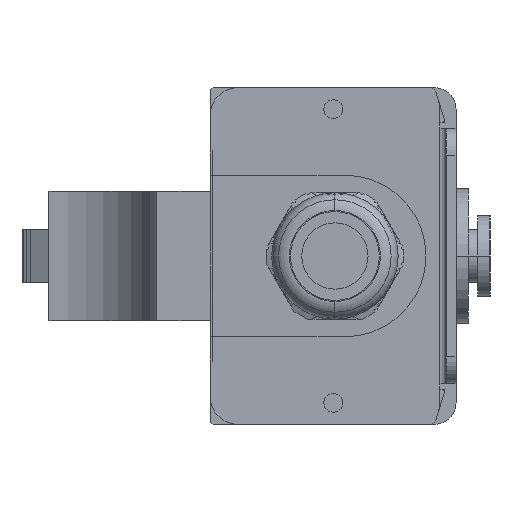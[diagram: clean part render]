
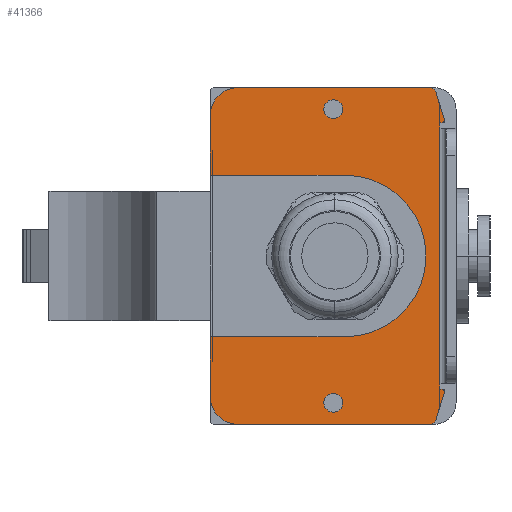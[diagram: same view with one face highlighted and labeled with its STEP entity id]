
A CAD part, left-side view. The second image highlights one B-rep face of the part: STEP entity #41366.
In plain terms, the highlighted face is planar.
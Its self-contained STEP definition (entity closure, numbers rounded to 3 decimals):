
#40527=CARTESIAN_POINT('',(4.739,1.8,-30.25));
#40528=DIRECTION('',(0.,1.,0.));
#40529=DIRECTION('',(0.,0.,-1.));
#40530=AXIS2_PLACEMENT_3D('',#40527,#40528,#40529);
#40537=DIRECTION('',(-0.294,0.,-0.956));
#40538=VECTOR('',#40537,5.656);
#40539=CARTESIAN_POINT('',(3.783,1.8,30.544));
#40540=LINE('',#40539,#40538);
#40541=DIRECTION('',(1.,0.,0.));
#40542=VECTOR('',#40541,0.594);
#40543=CARTESIAN_POINT('',(2.406,1.8,24.75));
#40544=LINE('',#40543,#40542);
#40545=DIRECTION('',(0.,0.,-1.));
#40546=VECTOR('',#40545,1.);
#40547=CARTESIAN_POINT('',(3.,1.8,24.75));
#40548=LINE('',#40547,#40546);
#40549=DIRECTION('',(0.,0.,-1.));
#40550=VECTOR('',#40549,1.);
#40551=CARTESIAN_POINT('',(3.,1.8,-23.75));
#40552=LINE('',#40551,#40550);
#40553=DIRECTION('',(-1.,0.,0.));
#40554=VECTOR('',#40553,0.594);
#40555=CARTESIAN_POINT('',(3.,1.8,-24.75));
#40556=LINE('',#40555,#40554);
#40557=DIRECTION('',(0.294,0.,-0.956));
#40558=VECTOR('',#40557,5.656);
#40559=CARTESIAN_POINT('',(2.119,1.8,-25.138));
#40560=LINE('',#40559,#40558);
#40561=DIRECTION('',(1.,0.,0.));
#40562=VECTOR('',#40561,35.861);
#40563=CARTESIAN_POINT('',(4.739,1.8,-31.25));
#40564=LINE('',#40563,#40562);
#40565=DIRECTION('',(0.,0.,1.));
#40566=VECTOR('',#40565,11.25);
#40567=CARTESIAN_POINT('',(45.6,1.8,-26.25));
#40568=LINE('',#40567,#40566);
#40569=DIRECTION('',(-1.,0.,0.));
#40570=VECTOR('',#40569,25.);
#40571=CARTESIAN_POINT('',(45.6,1.8,-15.));
#40572=LINE('',#40571,#40570);
#40573=CARTESIAN_POINT('',(20.6,1.8,0.));
#40574=DIRECTION('',(0.,1.,0.));
#40575=DIRECTION('',(0.,0.,-1.));
#40576=AXIS2_PLACEMENT_3D('',#40573,#40574,#40575);
#40578=DIRECTION('',(-1.,0.,0.));
#40579=VECTOR('',#40578,25.);
#40580=CARTESIAN_POINT('',(45.6,1.8,15.));
#40581=LINE('',#40580,#40579);
#40582=DIRECTION('',(0.,0.,1.));
#40583=VECTOR('',#40582,11.25);
#40584=CARTESIAN_POINT('',(45.6,1.8,15.));
#40585=LINE('',#40584,#40583);
#40586=DIRECTION('',(-1.,0.,0.));
#40587=VECTOR('',#40586,35.861);
#40588=CARTESIAN_POINT('',(40.6,1.8,31.25));
#40589=LINE('',#40588,#40587);
#40590=CARTESIAN_POINT('',(22.8,1.8,27.25));
#40591=DIRECTION('',(0.,1.,0.));
#40592=DIRECTION('',(0.,0.,1.));
#40593=AXIS2_PLACEMENT_3D('',#40590,#40591,#40592);
#40595=CARTESIAN_POINT('',(22.8,1.8,27.25));
#40596=DIRECTION('',(0.,1.,0.));
#40597=DIRECTION('',(0.,0.,-1.));
#40598=AXIS2_PLACEMENT_3D('',#40595,#40596,#40597);
#40600=CARTESIAN_POINT('',(22.8,1.8,-27.25));
#40601=DIRECTION('',(0.,1.,0.));
#40602=DIRECTION('',(0.,0.,1.));
#40603=AXIS2_PLACEMENT_3D('',#40600,#40601,#40602);
#40605=CARTESIAN_POINT('',(22.8,1.8,-27.25));
#40606=DIRECTION('',(0.,1.,0.));
#40607=DIRECTION('',(0.,0.,-1.));
#40608=AXIS2_PLACEMENT_3D('',#40605,#40606,#40607);
#40614=CARTESIAN_POINT('',(4.739,1.8,30.25));
#40615=DIRECTION('',(0.,1.,0.));
#40616=DIRECTION('',(-0.956,0.,0.294));
#40617=AXIS2_PLACEMENT_3D('',#40614,#40615,#40616);
#40703=CARTESIAN_POINT('',(40.6,1.8,26.25));
#40704=DIRECTION('',(0.,1.,0.));
#40705=DIRECTION('',(0.,0.,1.));
#40706=AXIS2_PLACEMENT_3D('',#40703,#40704,#40705);
#40728=CARTESIAN_POINT('',(40.6,1.8,-26.25));
#40729=DIRECTION('',(0.,1.,0.));
#40730=DIRECTION('',(1.,0.,0.));
#40731=AXIS2_PLACEMENT_3D('',#40728,#40729,#40730);
#40998=DIRECTION('',(0.,0.,1.));
#40999=VECTOR('',#40998,47.5);
#41000=CARTESIAN_POINT('',(3.,1.8,-23.75));
#41001=LINE('',#41000,#40999);
#41032=CARTESIAN_POINT('',(2.406,1.8,25.05));
#41033=DIRECTION('',(0.,1.,0.));
#41034=DIRECTION('',(0.,0.,-1.));
#41035=AXIS2_PLACEMENT_3D('',#41032,#41033,#41034);
#41071=CARTESIAN_POINT('',(2.406,1.8,-25.05));
#41072=DIRECTION('',(0.,1.,0.));
#41073=DIRECTION('',(-0.956,0.,-0.294));
#41074=AXIS2_PLACEMENT_3D('',#41071,#41072,#41073);
#41092=CARTESIAN_POINT('',(45.6,1.8,-26.25));
#41094=VERTEX_POINT('',#41092);
#41096=CARTESIAN_POINT('',(40.6,1.8,-31.25));
#41097=VERTEX_POINT('',#41096);
#41101=CARTESIAN_POINT('',(45.6,1.8,26.25));
#41103=VERTEX_POINT('',#41101);
#41106=CARTESIAN_POINT('',(40.6,1.8,31.25));
#41107=VERTEX_POINT('',#41106);
#41116=CARTESIAN_POINT('',(45.6,1.8,-15.));
#41117=VERTEX_POINT('',#41116);
#41118=CARTESIAN_POINT('',(45.6,1.8,15.));
#41119=VERTEX_POINT('',#41118);
#41120=CARTESIAN_POINT('',(20.6,1.8,-15.));
#41121=VERTEX_POINT('',#41120);
#41122=CARTESIAN_POINT('',(20.6,1.8,15.));
#41123=VERTEX_POINT('',#41122);
#41140=CARTESIAN_POINT('',(3.,1.8,-23.75));
#41141=CARTESIAN_POINT('',(3.,1.8,-24.75));
#41142=VERTEX_POINT('',#41140);
#41143=VERTEX_POINT('',#41141);
#41144=CARTESIAN_POINT('',(3.,1.8,24.75));
#41145=CARTESIAN_POINT('',(3.,1.8,23.75));
#41146=VERTEX_POINT('',#41144);
#41147=VERTEX_POINT('',#41145);
#41217=CARTESIAN_POINT('',(2.406,1.8,-24.75));
#41219=VERTEX_POINT('',#41217);
#41221=CARTESIAN_POINT('',(2.119,1.8,-25.138));
#41222=VERTEX_POINT('',#41221);
#41224=CARTESIAN_POINT('',(2.119,1.8,25.138));
#41226=VERTEX_POINT('',#41224);
#41228=CARTESIAN_POINT('',(2.406,1.8,24.75));
#41229=VERTEX_POINT('',#41228);
#41230=CARTESIAN_POINT('',(3.783,1.8,30.544));
#41232=VERTEX_POINT('',#41230);
#41234=CARTESIAN_POINT('',(4.739,1.8,31.25));
#41235=VERTEX_POINT('',#41234);
#41239=CARTESIAN_POINT('',(3.783,1.8,-30.544));
#41241=VERTEX_POINT('',#41239);
#41244=CARTESIAN_POINT('',(4.739,1.8,-31.25));
#41245=VERTEX_POINT('',#41244);
#41254=CARTESIAN_POINT('',(22.8,1.8,29.));
#41255=CARTESIAN_POINT('',(22.8,1.8,25.5));
#41256=VERTEX_POINT('',#41254);
#41257=VERTEX_POINT('',#41255);
#41258=CARTESIAN_POINT('',(22.8,1.8,-25.5));
#41259=CARTESIAN_POINT('',(22.8,1.8,-29.));
#41260=VERTEX_POINT('',#41258);
#41261=VERTEX_POINT('',#41259);
#41310=CARTESIAN_POINT('',(45.6,1.8,-31.25));
#41311=DIRECTION('',(0.,1.,0.));
#41312=DIRECTION('',(-1.,0.,0.));
#41313=AXIS2_PLACEMENT_3D('',#41310,#41311,#41312);
#41314=PLANE('',#41313);
#41316=ORIENTED_EDGE('',*,*,#41315,.F.);
#41318=ORIENTED_EDGE('',*,*,#41317,.T.);
#41320=ORIENTED_EDGE('',*,*,#41319,.F.);
#41322=ORIENTED_EDGE('',*,*,#41321,.T.);
#41324=ORIENTED_EDGE('',*,*,#41323,.T.);
#41326=ORIENTED_EDGE('',*,*,#41325,.F.);
#41328=ORIENTED_EDGE('',*,*,#41327,.T.);
#41330=ORIENTED_EDGE('',*,*,#41329,.T.);
#41332=ORIENTED_EDGE('',*,*,#41331,.F.);
#41333=ORIENTED_EDGE('',*,*,#41299,.T.);
#41334=ORIENTED_EDGE('',*,*,#41288,.F.);
#41335=ORIENTED_EDGE('',*,*,#41273,.T.);
#41337=ORIENTED_EDGE('',*,*,#41336,.F.);
#41339=ORIENTED_EDGE('',*,*,#41338,.T.);
#41341=ORIENTED_EDGE('',*,*,#41340,.T.);
#41343=ORIENTED_EDGE('',*,*,#41342,.T.);
#41345=ORIENTED_EDGE('',*,*,#41344,.F.);
#41347=ORIENTED_EDGE('',*,*,#41346,.T.);
#41349=ORIENTED_EDGE('',*,*,#41348,.F.);
#41351=ORIENTED_EDGE('',*,*,#41350,.T.);
#41352=EDGE_LOOP('',(#41316,#41318,#41320,#41322,#41324,#41326,#41328,#41330,
#41332,#41333,#41334,#41335,#41337,#41339,#41341,#41343,#41345,#41347,#41349,
#41351));
#41353=FACE_OUTER_BOUND('',#41352,.F.);
#41355=ORIENTED_EDGE('',*,*,#41354,.T.);
#41357=ORIENTED_EDGE('',*,*,#41356,.T.);
#41358=EDGE_LOOP('',(#41355,#41357));
#41359=FACE_BOUND('',#41358,.F.);
#41361=ORIENTED_EDGE('',*,*,#41360,.T.);
#41363=ORIENTED_EDGE('',*,*,#41362,.T.);
#41364=EDGE_LOOP('',(#41361,#41363));
#41365=FACE_BOUND('',#41364,.F.);
#41366=ADVANCED_FACE('',(#41353,#41359,#41365),#41314,.T.);
#40531=CIRCLE('',#40530,1.);
#40577=CIRCLE('',#40576,15.);
#40594=CIRCLE('',#40593,1.75);
#40599=CIRCLE('',#40598,1.75);
#40604=CIRCLE('',#40603,1.75);
#40609=CIRCLE('',#40608,1.75);
#40618=CIRCLE('',#40617,1.);
#40707=CIRCLE('',#40706,5.);
#40732=CIRCLE('',#40731,5.);
#41036=CIRCLE('',#41035,0.3);
#41075=CIRCLE('',#41074,0.3);
#41273=EDGE_CURVE('',#41245,#41097,#40564,.T.);
#41288=EDGE_CURVE('',#41245,#41241,#40531,.T.);
#41299=EDGE_CURVE('',#41222,#41241,#40560,.T.);
#41315=EDGE_CURVE('',#41232,#41235,#40618,.T.);
#41317=EDGE_CURVE('',#41232,#41226,#40540,.T.);
#41319=EDGE_CURVE('',#41229,#41226,#41036,.T.);
#41321=EDGE_CURVE('',#41229,#41146,#40544,.T.);
#41323=EDGE_CURVE('',#41146,#41147,#40548,.T.);
#41325=EDGE_CURVE('',#41142,#41147,#41001,.T.);
#41327=EDGE_CURVE('',#41142,#41143,#40552,.T.);
#41329=EDGE_CURVE('',#41143,#41219,#40556,.T.);
#41331=EDGE_CURVE('',#41222,#41219,#41075,.T.);
#41336=EDGE_CURVE('',#41094,#41097,#40732,.T.);
#41338=EDGE_CURVE('',#41094,#41117,#40568,.T.);
#41340=EDGE_CURVE('',#41117,#41121,#40572,.T.);
#41342=EDGE_CURVE('',#41121,#41123,#40577,.T.);
#41344=EDGE_CURVE('',#41119,#41123,#40581,.T.);
#41346=EDGE_CURVE('',#41119,#41103,#40585,.T.);
#41348=EDGE_CURVE('',#41107,#41103,#40707,.T.);
#41350=EDGE_CURVE('',#41107,#41235,#40589,.T.);
#41354=EDGE_CURVE('',#41256,#41257,#40594,.T.);
#41356=EDGE_CURVE('',#41257,#41256,#40599,.T.);
#41360=EDGE_CURVE('',#41260,#41261,#40604,.T.);
#41362=EDGE_CURVE('',#41261,#41260,#40609,.T.);
